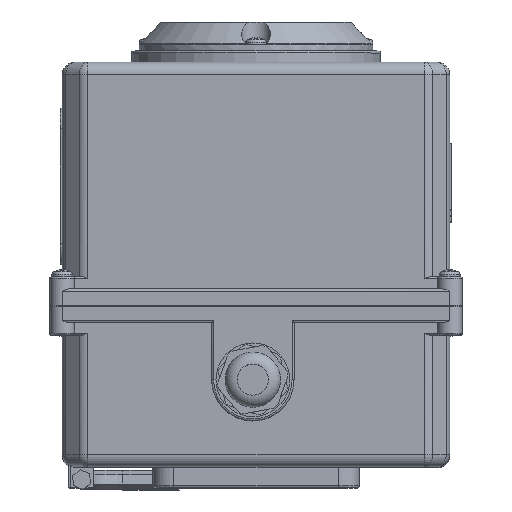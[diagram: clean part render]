
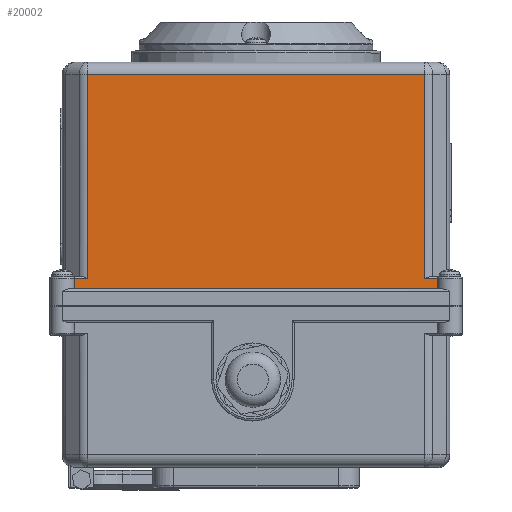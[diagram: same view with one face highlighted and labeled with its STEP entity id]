
A CAD part, top view. The second image highlights one B-rep face of the part: STEP entity #20002.
In plain terms, the highlighted planar face has unit normal (0, 0, 1).
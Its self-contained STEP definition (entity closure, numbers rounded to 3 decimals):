
#1479=LINE('',#28006,#3298);
#1482=LINE('',#28059,#3301);
#1483=LINE('',#28061,#3302);
#1484=LINE('',#28063,#3303);
#1485=LINE('',#28065,#3304);
#1486=LINE('',#28067,#3305);
#1487=LINE('',#28069,#3306);
#1488=LINE('',#28070,#3307);
#3298=VECTOR('',#23114,10.);
#3301=VECTOR('',#23127,10.);
#3302=VECTOR('',#23128,10.);
#3303=VECTOR('',#23129,10.);
#3304=VECTOR('',#23130,10.);
#3305=VECTOR('',#23131,10.);
#3306=VECTOR('',#23132,10.);
#3307=VECTOR('',#23133,10.);
#5117=FACE_OUTER_BOUND('',#6231,.T.);
#6231=EDGE_LOOP('',(#13129,#13130,#13131,#13132,#13133,#13134,#13135,#13136));
#8034=VERTEX_POINT('',#28004);
#8035=VERTEX_POINT('',#28005);
#8040=VERTEX_POINT('',#28058);
#8041=VERTEX_POINT('',#28060);
#8042=VERTEX_POINT('',#28062);
#8043=VERTEX_POINT('',#28064);
#8044=VERTEX_POINT('',#28066);
#8045=VERTEX_POINT('',#28068);
#10031=EDGE_CURVE('',#8034,#8035,#1479,.T.);
#10040=EDGE_CURVE('',#8035,#8040,#1482,.T.);
#10041=EDGE_CURVE('',#8041,#8034,#1483,.T.);
#10042=EDGE_CURVE('',#8042,#8041,#1484,.T.);
#10043=EDGE_CURVE('',#8043,#8042,#1485,.T.);
#10044=EDGE_CURVE('',#8044,#8043,#1486,.T.);
#10045=EDGE_CURVE('',#8045,#8044,#1487,.T.);
#10046=EDGE_CURVE('',#8040,#8045,#1488,.T.);
#13129=ORIENTED_EDGE('',*,*,#10040,.F.);
#13130=ORIENTED_EDGE('',*,*,#10031,.F.);
#13131=ORIENTED_EDGE('',*,*,#10041,.F.);
#13132=ORIENTED_EDGE('',*,*,#10042,.F.);
#13133=ORIENTED_EDGE('',*,*,#10043,.F.);
#13134=ORIENTED_EDGE('',*,*,#10044,.F.);
#13135=ORIENTED_EDGE('',*,*,#10045,.F.);
#13136=ORIENTED_EDGE('',*,*,#10046,.F.);
#18284=PLANE('',#21391);
#20002=ADVANCED_FACE('',(#5117),#18284,.T.);
#21391=AXIS2_PLACEMENT_3D('',#28057,#23125,#23126);
#23114=DIRECTION('',(1.,0.,0.));
#23125=DIRECTION('center_axis',(0.,0.,1.));
#23126=DIRECTION('ref_axis',(1.,0.,0.));
#23127=DIRECTION('',(0.,1.,0.));
#23128=DIRECTION('',(0.,1.,0.));
#23129=DIRECTION('',(-1.,0.,0.));
#23130=DIRECTION('',(0.,-1.,0.));
#23131=DIRECTION('',(1.,0.,0.));
#23132=DIRECTION('',(0.,-1.,0.));
#23133=DIRECTION('',(1.,0.,0.));
#28004=CARTESIAN_POINT('',(-44.,10.7,58.5));
#28005=CARTESIAN_POINT('',(-40.757,10.7,58.5));
#28006=CARTESIAN_POINT('',(-44.5,10.7,58.5));
#28057=CARTESIAN_POINT('Origin',(-42.,8.2,58.5));
#28058=CARTESIAN_POINT('',(-40.757,60.2,58.5));
#28059=CARTESIAN_POINT('',(-40.757,8.2,58.5));
#28060=CARTESIAN_POINT('',(-44.,8.2,58.5));
#28061=CARTESIAN_POINT('',(-44.,4.2,58.5));
#28062=CARTESIAN_POINT('',(44.,8.2,58.5));
#28063=CARTESIAN_POINT('',(23.5,8.2,58.5));
#28064=CARTESIAN_POINT('',(44.,10.7,58.5));
#28065=CARTESIAN_POINT('',(44.,4.2,58.5));
#28066=CARTESIAN_POINT('',(40.757,10.7,58.5));
#28067=CARTESIAN_POINT('',(2.5,10.7,58.5));
#28068=CARTESIAN_POINT('',(40.757,60.2,58.5));
#28069=CARTESIAN_POINT('',(40.757,8.2,58.5));
#28070=CARTESIAN_POINT('',(-21.,60.2,58.5));
